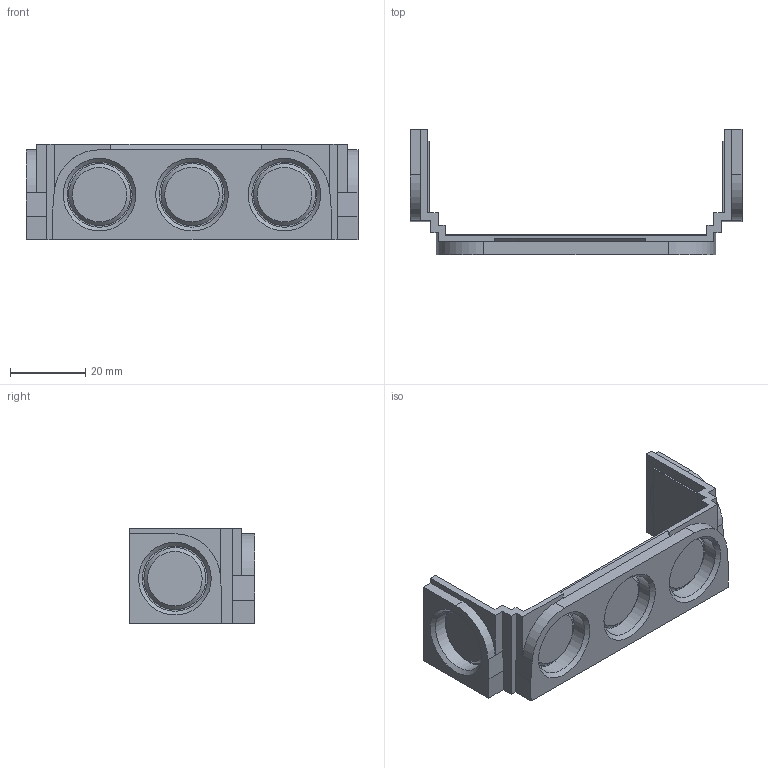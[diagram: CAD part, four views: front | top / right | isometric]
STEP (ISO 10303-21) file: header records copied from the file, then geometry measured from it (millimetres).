
FILE_DESCRIPTION(/* description */ (''),/* implementation_level */ '2;1');
FILE_NAME(/* name */ 'RAS_012977_00-AGK65.stp',/* time_stamp */ '2011-04-13T12:05:27+02:00',/* author */ (''),/* organization */ (''),/* preprocessor_version */ 'ST-DEVELOPER v11',/* originating_system */ 'SIEMENS UGS NX 6.0',/* authorisation */ '');
FILE_SCHEMA (('AUTOMOTIVE_DESIGN { 1 0 10303 214 1 1 1 1 }'));
Length unit declared in the file: millimetre
Products named in the file (1): RAS-012977_00
Bounding box: 88 x 33.25 x 25.4 mm (x, y, z)
Volume: 22268.1 mm3; surface area: 20329 mm2
Topology: 2 solids, 2 shells, 202 faces, 605 edges, 504 vertices
Faces by surface type: plane 160, cylinder 22, cone 20
Full cylindrical faces by diameter (mm): 17.26 x10
Entity records: 7368 total; most frequent: CARTESIAN_POINT 1098, DIRECTION 1091, ORIENTED_EDGE 956, EDGE_CURVE 478, LINE 445, VECTOR 445, VERTEX_POINT 330, AXIS2_PLACEMENT_3D 323
